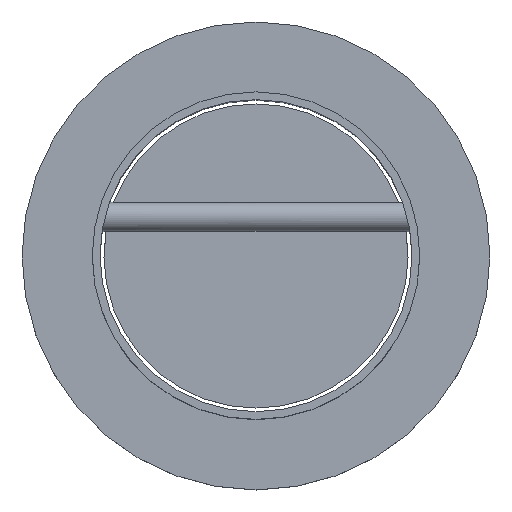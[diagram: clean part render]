
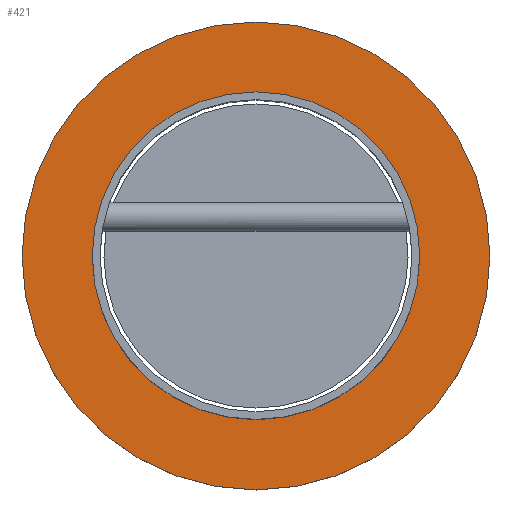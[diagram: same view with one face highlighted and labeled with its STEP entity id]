
A CAD part, top view. The second image highlights one B-rep face of the part: STEP entity #421.
In plain terms, the highlighted planar face has unit normal (0, 0, 1).
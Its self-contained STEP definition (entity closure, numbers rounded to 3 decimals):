
#31 = DIRECTION ( 'NONE',  ( 0., 0., -1. ) ) ;
#33 = DIRECTION ( 'NONE',  ( 0., 1., 0. ) ) ;
#72 = CARTESIAN_POINT ( 'NONE',  ( 0., 120., 110. ) ) ;
#90 = EDGE_LOOP ( 'NONE', ( #596 ) ) ;
#126 = VERTEX_POINT ( 'NONE', #281 ) ;
#141 = FACE_BOUND ( 'NONE', #594, .T. ) ;
#232 = CARTESIAN_POINT ( 'NONE',  ( 0., 120., 110. ) ) ;
#274 = VERTEX_POINT ( 'NONE', #72 ) ;
#281 = CARTESIAN_POINT ( 'NONE',  ( 0., 84., 110. ) ) ;
#407 = AXIS2_PLACEMENT_3D ( 'NONE', #232, #503, #553 ) ;
#421 = ADVANCED_FACE ( 'NONE', ( #141, #621 ), #500, .T. ) ;
#423 = ORIENTED_EDGE ( 'NONE', *, *, #545, .T. ) ;
#432 = CIRCLE ( 'NONE', #508, 84. ) ;
#433 = EDGE_CURVE ( 'NONE', #274, #274, #449, .T. ) ;
#434 = DIRECTION ( 'NONE',  ( 0., 0., -1. ) ) ;
#449 = CIRCLE ( 'NONE', #603, 120. ) ;
#478 = CARTESIAN_POINT ( 'NONE',  ( 0., 0., 110. ) ) ;
#500 = PLANE ( 'NONE',  #407 ) ;
#503 = DIRECTION ( 'NONE',  ( 0., 0., 1. ) ) ;
#508 = AXIS2_PLACEMENT_3D ( 'NONE', #478, #434, #625 ) ;
#545 = EDGE_CURVE ( 'NONE', #126, #126, #432, .T. ) ;
#553 = DIRECTION ( 'NONE',  ( 0., -1., 0. ) ) ;
#594 = EDGE_LOOP ( 'NONE', ( #423 ) ) ;
#596 = ORIENTED_EDGE ( 'NONE', *, *, #433, .F. ) ;
#603 = AXIS2_PLACEMENT_3D ( 'NONE', #610, #31, #33 ) ;
#610 = CARTESIAN_POINT ( 'NONE',  ( 0., 0., 110. ) ) ;
#621 = FACE_OUTER_BOUND ( 'NONE', #90, .T. ) ;
#625 = DIRECTION ( 'NONE',  ( 0., 1., 0. ) ) ;
